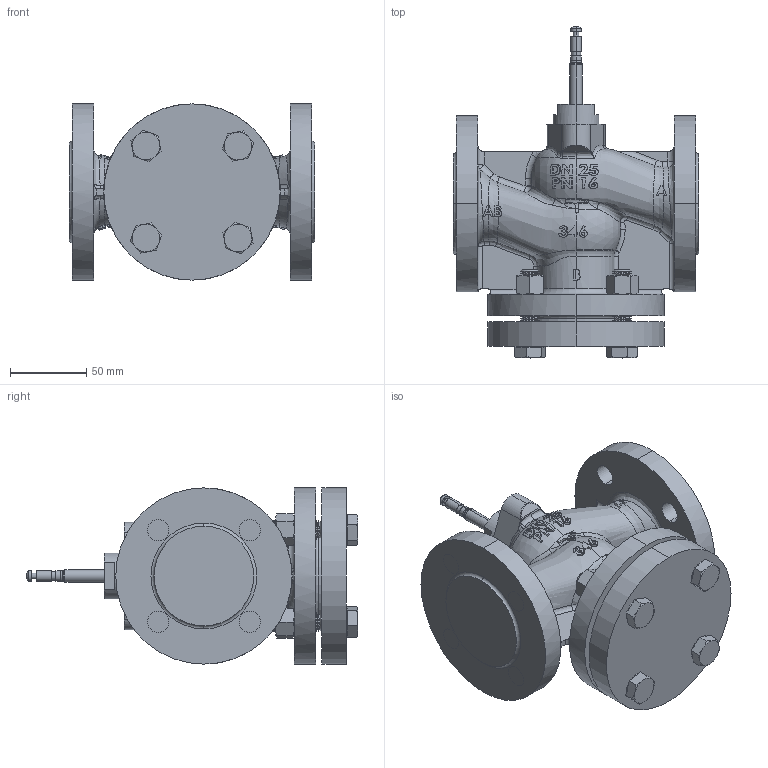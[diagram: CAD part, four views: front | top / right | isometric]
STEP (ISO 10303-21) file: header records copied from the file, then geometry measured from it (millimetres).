
FILE_DESCRIPTION (( 'STEP AP203' ), '1' );
FILE_NAME ('216_DN25_DEF.STEP', '2012-02-13T14:37:51', ( 'test' ), ( '' ), 'SwSTEP 2.0', 'SolidWorks 2011', '' );
FILE_SCHEMA (( 'CONFIG_CONTROL_DESIGN' ));
Products named in the file (1): 216_DN25_DEF
Bounding box: 160.48 x 217.15 x 115.34 mm (x, y, z)
Volume: 1057397.8 mm3; surface area: 144443.1 mm2
Topology: 1 solids, 3 shells, 1020 faces, 2619 edges, 1655 vertices
Faces by surface type: plane 338, bspline 302, cone 156, cylinder 136, torus 49, sphere 39
Entity records: 137223 total; most frequent: CARTESIAN_POINT 115217, ORIENTED_EDGE 5216, DIRECTION 3639, EDGE_CURVE 2608, VERTEX_POINT 1655, AXIS2_PLACEMENT_3D 1537, B_SPLINE_CURVE_WITH_KNOTS 1213, EDGE_LOOP 1089
